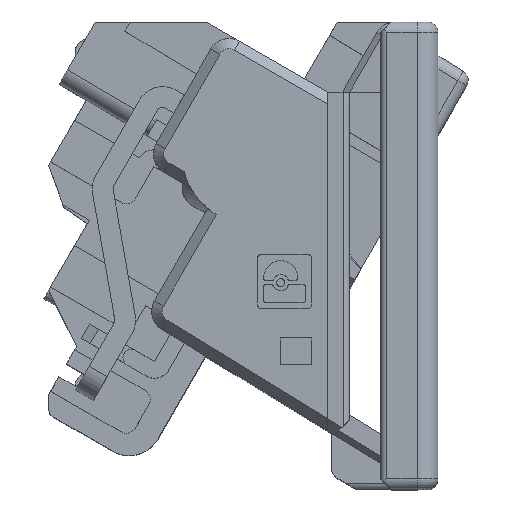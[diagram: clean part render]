
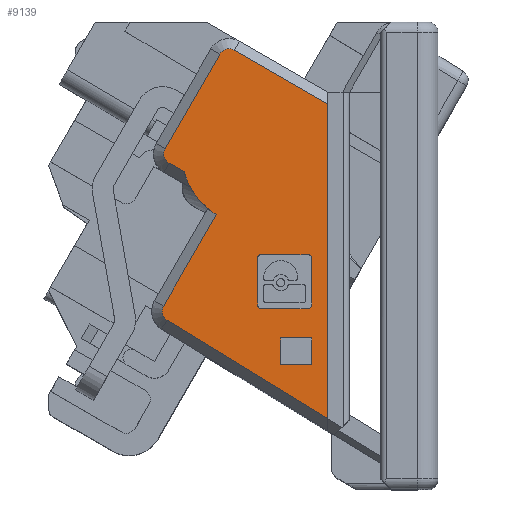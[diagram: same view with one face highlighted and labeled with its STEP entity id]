
A CAD part, top view. The second image highlights one B-rep face of the part: STEP entity #9139.
In plain terms, the highlighted planar face has unit normal (0, 0, 1).
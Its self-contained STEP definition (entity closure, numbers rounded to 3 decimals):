
#9139=ADVANCED_FACE('',(#18823,#18825,#18827),#18829,.F.);
#18823=FACE_BOUND('',#18824,.T.);
#18824=EDGE_LOOP('',(#26743,#26744,#26745,#26746,#26747,#26748,#26749,#26750,#26751,
#26752));
#18825=FACE_BOUND('',#18826,.T.);
#18826=EDGE_LOOP('',(#26753,#26754,#26755,#26756));
#18827=FACE_BOUND('',#18828,.T.);
#18828=EDGE_LOOP('',(#26757,#26758,#26759,#26760,#26761,#26762,#26763,#26764));
#18829=PLANE('',#18830);
#18830=AXIS2_PLACEMENT_3D('',#18831,#18832,#18833);
#18831=CARTESIAN_POINT('',(39.875,71.026,22.275));
#18832=DIRECTION('',(0.,0.,-1.));
#18833=DIRECTION('',(-1.,0.,0.));
#26743=ORIENTED_EDGE('',*,*,#31351,.F.);
#26744=ORIENTED_EDGE('',*,*,#31352,.T.);
#26745=ORIENTED_EDGE('',*,*,#31350,.F.);
#26746=ORIENTED_EDGE('',*,*,#31347,.F.);
#26747=ORIENTED_EDGE('',*,*,#31353,.F.);
#26748=ORIENTED_EDGE('',*,*,#31354,.T.);
#26749=ORIENTED_EDGE('',*,*,#31355,.F.);
#26750=ORIENTED_EDGE('',*,*,#31356,.F.);
#26751=ORIENTED_EDGE('',*,*,#31357,.F.);
#26752=ORIENTED_EDGE('',*,*,#31358,.T.);
#26753=ORIENTED_EDGE('',*,*,#31359,.T.);
#26754=ORIENTED_EDGE('',*,*,#31360,.T.);
#26755=ORIENTED_EDGE('',*,*,#31361,.T.);
#26756=ORIENTED_EDGE('',*,*,#31362,.T.);
#26757=ORIENTED_EDGE('',*,*,#31363,.F.);
#26758=ORIENTED_EDGE('',*,*,#31364,.T.);
#26759=ORIENTED_EDGE('',*,*,#31365,.F.);
#26760=ORIENTED_EDGE('',*,*,#31366,.T.);
#26761=ORIENTED_EDGE('',*,*,#31367,.F.);
#26762=ORIENTED_EDGE('',*,*,#31368,.T.);
#26763=ORIENTED_EDGE('',*,*,#31369,.F.);
#26764=ORIENTED_EDGE('',*,*,#31370,.T.);
#31347=EDGE_CURVE('',#37183,#37181,#37185,.T.);
#31350=EDGE_CURVE('',#37181,#37186,#37189,.T.);
#31351=EDGE_CURVE('',#37190,#37191,#37192,.T.);
#31352=EDGE_CURVE('',#37190,#37186,#37193,.T.);
#31353=EDGE_CURVE('',#37194,#37183,#37195,.T.);
#31354=EDGE_CURVE('',#37194,#37196,#37197,.T.);
#31355=EDGE_CURVE('',#37198,#37196,#37199,.T.);
#31356=EDGE_CURVE('',#37200,#37198,#37201,.T.);
#31357=EDGE_CURVE('',#37202,#37200,#37203,.T.);
#31358=EDGE_CURVE('',#37202,#37191,#37204,.T.);
#31359=EDGE_CURVE('',#37205,#37206,#37207,.T.);
#31360=EDGE_CURVE('',#37206,#37208,#37209,.T.);
#31361=EDGE_CURVE('',#37208,#37210,#37211,.T.);
#31362=EDGE_CURVE('',#37210,#37205,#37212,.T.);
#31363=EDGE_CURVE('',#37213,#37214,#37215,.T.);
#31364=EDGE_CURVE('',#37213,#37216,#37217,.T.);
#31365=EDGE_CURVE('',#37218,#37216,#37219,.T.);
#31366=EDGE_CURVE('',#37218,#37220,#37221,.T.);
#31367=EDGE_CURVE('',#37222,#37220,#37223,.T.);
#31368=EDGE_CURVE('',#37222,#37224,#37225,.T.);
#31369=EDGE_CURVE('',#37226,#37224,#37227,.T.);
#31370=EDGE_CURVE('',#37226,#37214,#37228,.T.);
#37181=VERTEX_POINT('',#50445);
#37183=VERTEX_POINT('',#50449);
#37185=LINE('',#50453,#50454);
#37186=VERTEX_POINT('',#50456);
#37189=CIRCLE('',#50464,0.5);
#37190=VERTEX_POINT('',#50468);
#37191=VERTEX_POINT('',#50469);
#37192=LINE('',#50470,#50471);
#37193=LINE('',#50473,#50474);
#37194=VERTEX_POINT('',#50476);
#37195=CIRCLE('',#50477,0.5);
#37196=VERTEX_POINT('',#50481);
#37197=LINE('',#50482,#50483);
#37198=VERTEX_POINT('',#50485);
#37199=CIRCLE('',#50486,3.5);
#37200=VERTEX_POINT('',#50490);
#37201=LINE('',#50491,#50492);
#37202=VERTEX_POINT('',#50494);
#37203=CIRCLE('',#50495,0.5);
#37204=LINE('',#50499,#50500);
#37205=VERTEX_POINT('',#50502);
#37206=VERTEX_POINT('',#50503);
#37207=LINE('',#50504,#50505);
#37208=VERTEX_POINT('',#50507);
#37209=LINE('',#50508,#50509);
#37210=VERTEX_POINT('',#50511);
#37211=LINE('',#50512,#50513);
#37212=LINE('',#50515,#50516);
#37213=VERTEX_POINT('',#50518);
#37214=VERTEX_POINT('',#50519);
#37215=CIRCLE('',#50520,0.175);
#37216=VERTEX_POINT('',#50524);
#37217=LINE('',#50525,#50526);
#37218=VERTEX_POINT('',#50528);
#37219=CIRCLE('',#50529,0.175);
#37220=VERTEX_POINT('',#50533);
#37221=LINE('',#50534,#50535);
#37222=VERTEX_POINT('',#50537);
#37223=CIRCLE('',#50538,0.175);
#37224=VERTEX_POINT('',#50542);
#37225=LINE('',#50543,#50544);
#37226=VERTEX_POINT('',#50546);
#37227=CIRCLE('',#50547,0.175);
#37228=LINE('',#50551,#50552);
#50445=CARTESIAN_POINT('',(38.926,76.167,22.275));
#50449=CARTESIAN_POINT('',(36.301,71.621,22.275));
#50453=CARTESIAN_POINT('',(36.301,71.621,22.275));
#50454=VECTOR('',#50455,1.);
#50455=DIRECTION('',(0.5,0.866,0.));
#50456=CARTESIAN_POINT('',(39.609,76.35,22.275));
#50464=AXIS2_PLACEMENT_3D('',#50465,#50466,#50467);
#50465=CARTESIAN_POINT('',(39.359,75.917,22.275));
#50466=DIRECTION('',(0.,0.,-1.));
#50467=DIRECTION('',(-0.866,0.5,0.));
#50468=CARTESIAN_POINT('',(44.081,73.768,22.275));
#50469=CARTESIAN_POINT('',(44.081,58.69,22.275));
#50470=CARTESIAN_POINT('',(44.081,73.768,22.275));
#50471=VECTOR('',#50472,1.);
#50472=DIRECTION('',(0.,-1.,0.));
#50473=CARTESIAN_POINT('',(44.081,73.768,22.275));
#50474=VECTOR('',#50475,1.);
#50475=DIRECTION('',(-0.866,0.5,0.));
#50476=CARTESIAN_POINT('',(36.484,70.938,22.275));
#50477=AXIS2_PLACEMENT_3D('',#50478,#50479,#50480);
#50478=CARTESIAN_POINT('',(36.734,71.371,22.275));
#50479=DIRECTION('',(0.,0.,-1.));
#50480=DIRECTION('',(-0.5,-0.866,0.));
#50481=CARTESIAN_POINT('',(37.208,70.52,22.275));
#50482=CARTESIAN_POINT('',(36.484,70.938,22.275));
#50483=VECTOR('',#50484,1.);
#50484=DIRECTION('',(0.866,-0.5,0.));
#50485=CARTESIAN_POINT('',(38.753,68.467,22.275));
#50486=AXIS2_PLACEMENT_3D('',#50487,#50488,#50489);
#50487=CARTESIAN_POINT('',(40.581,71.451,22.275));
#50488=DIRECTION('',(0.,0.,-1.));
#50489=DIRECTION('',(-0.522,-0.853,0.));
#50490=CARTESIAN_POINT('',(36.22,64.079,22.275));
#50491=CARTESIAN_POINT('',(36.22,64.079,22.275));
#50492=VECTOR('',#50493,1.);
#50493=DIRECTION('',(0.5,0.866,0.));
#50494=CARTESIAN_POINT('',(36.391,63.403,22.275));
#50495=AXIS2_PLACEMENT_3D('',#50496,#50497,#50498);
#50496=CARTESIAN_POINT('',(36.653,63.829,22.275));
#50497=DIRECTION('',(0.,0.,-1.));
#50498=DIRECTION('',(-0.522,-0.853,0.));
#50499=CARTESIAN_POINT('',(36.391,63.403,22.275));
#50500=VECTOR('',#50501,1.);
#50501=DIRECTION('',(0.853,-0.522,0.));
#50502=CARTESIAN_POINT('',(43.331,62.551,22.275));
#50503=CARTESIAN_POINT('',(43.331,61.276,22.275));
#50504=CARTESIAN_POINT('',(43.331,62.551,22.275));
#50505=VECTOR('',#50506,1.);
#50506=DIRECTION('',(0.,-1.,0.));
#50507=CARTESIAN_POINT('',(41.831,61.276,22.275));
#50508=CARTESIAN_POINT('',(43.331,61.276,22.275));
#50509=VECTOR('',#50510,1.);
#50510=DIRECTION('',(-1.,0.,0.));
#50511=CARTESIAN_POINT('',(41.831,62.551,22.275));
#50512=CARTESIAN_POINT('',(41.831,61.276,22.275));
#50513=VECTOR('',#50514,1.);
#50514=DIRECTION('',(0.,1.,0.));
#50515=CARTESIAN_POINT('',(41.831,62.551,22.275));
#50516=VECTOR('',#50517,1.);
#50517=DIRECTION('',(1.,0.,0.));
#50518=CARTESIAN_POINT('',(43.331,66.376,22.275));
#50519=CARTESIAN_POINT('',(43.156,66.551,22.275));
#50520=AXIS2_PLACEMENT_3D('',#50521,#50522,#50523);
#50521=CARTESIAN_POINT('',(43.156,66.376,22.275));
#50522=DIRECTION('',(0.,0.,1.));
#50523=DIRECTION('',(1.,0.,0.));
#50524=CARTESIAN_POINT('',(43.331,64.13,22.275));
#50525=CARTESIAN_POINT('',(43.331,66.376,22.275));
#50526=VECTOR('',#50527,1.);
#50527=DIRECTION('',(0.,-1.,0.));
#50528=CARTESIAN_POINT('',(43.156,63.955,22.275));
#50529=AXIS2_PLACEMENT_3D('',#50530,#50531,#50532);
#50530=CARTESIAN_POINT('',(43.156,64.13,22.275));
#50531=DIRECTION('',(0.,0.,1.));
#50532=DIRECTION('',(0.,-1.,0.));
#50533=CARTESIAN_POINT('',(40.906,63.955,22.275));
#50534=CARTESIAN_POINT('',(43.156,63.955,22.275));
#50535=VECTOR('',#50536,1.);
#50536=DIRECTION('',(-1.,0.,0.));
#50537=CARTESIAN_POINT('',(40.731,64.13,22.275));
#50538=AXIS2_PLACEMENT_3D('',#50539,#50540,#50541);
#50539=CARTESIAN_POINT('',(40.906,64.13,22.275));
#50540=DIRECTION('',(0.,0.,1.));
#50541=DIRECTION('',(-1.,0.,0.));
#50542=CARTESIAN_POINT('',(40.731,66.376,22.275));
#50543=CARTESIAN_POINT('',(40.731,64.13,22.275));
#50544=VECTOR('',#50545,1.);
#50545=DIRECTION('',(0.,1.,0.));
#50546=CARTESIAN_POINT('',(40.906,66.551,22.275));
#50547=AXIS2_PLACEMENT_3D('',#50548,#50549,#50550);
#50548=CARTESIAN_POINT('',(40.906,66.376,22.275));
#50549=DIRECTION('',(0.,0.,1.));
#50550=DIRECTION('',(0.,1.,0.));
#50551=CARTESIAN_POINT('',(40.906,66.551,22.275));
#50552=VECTOR('',#50553,1.);
#50553=DIRECTION('',(1.,0.,0.));
